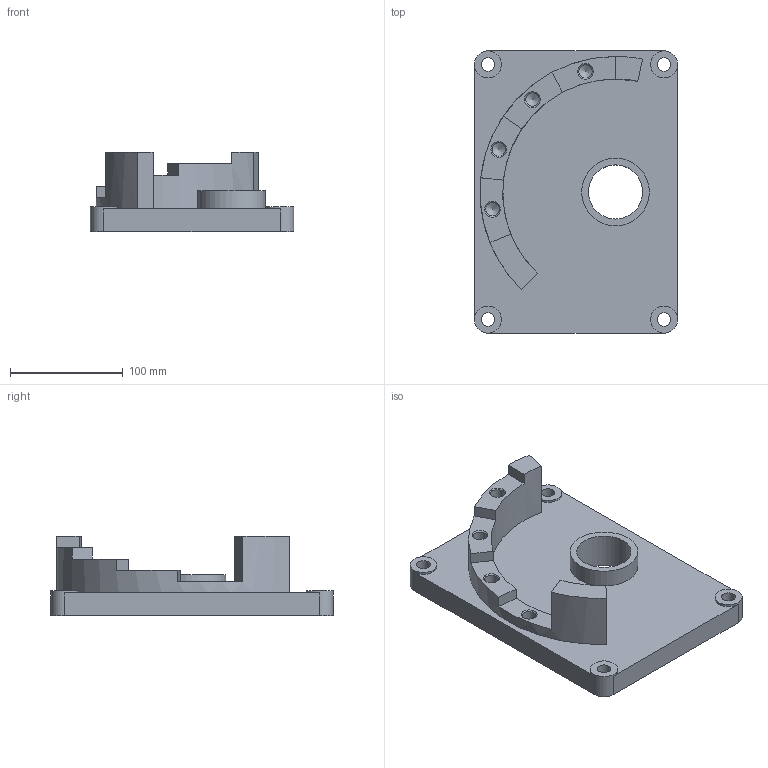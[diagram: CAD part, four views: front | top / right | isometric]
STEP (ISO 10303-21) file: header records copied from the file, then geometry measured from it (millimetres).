
FILE_DESCRIPTION(/* description */ (''),/* implementation_level */ '2;1');
FILE_NAME(/* name */ 'Part 055.stp',/* time_stamp */ '2015-02-23T13:28:21+02:00',/* author */ ('SFC'),/* organization */ (''),/* preprocessor_version */ 'ST-DEVELOPER v15.2',/* originating_system */ 'Autodesk Inventor 2014',/* authorisation */ '');
FILE_SCHEMA (('AUTOMOTIVE_DESIGN { 1 0 10303 214 3 1 1 }'));
Length unit declared in the file: millimetre
Products named in the file (1): Part 055
Bounding box: 180 x 250 x 70 mm (x, y, z)
Volume: 1033775.9 mm3; surface area: 137990 mm2
Topology: 1 solids, 1 shells, 50 faces, 129 edges, 84 vertices
Faces by surface type: plane 25, cylinder 17, cone 8
Full cylindrical faces by diameter (mm): 12 x8, 24 x4, 48 x1, 60 x1, 64 x1
Entity records: 1412 total; most frequent: DIRECTION 250, CARTESIAN_POINT 221, ORIENTED_EDGE 192, AXIS2_PLACEMENT_3D 103, EDGE_CURVE 96, EDGE_LOOP 86, VERTEX_POINT 74, CIRCLE 52
